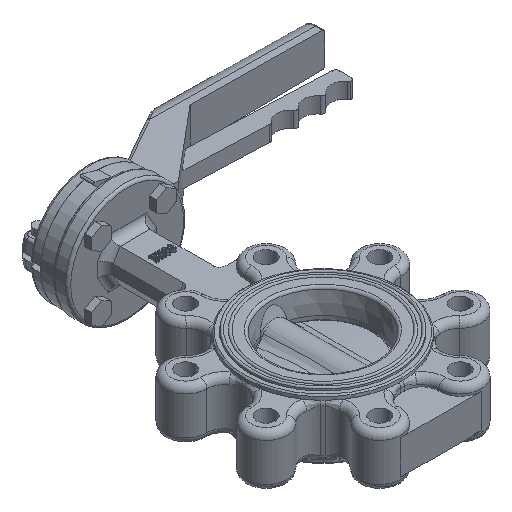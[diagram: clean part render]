
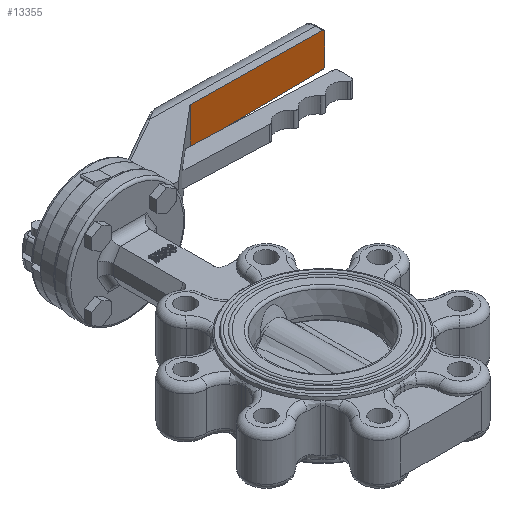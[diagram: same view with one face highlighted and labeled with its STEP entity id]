
A CAD part, isometric view. The second image highlights one B-rep face of the part: STEP entity #13355.
In plain terms, the highlighted face is planar.
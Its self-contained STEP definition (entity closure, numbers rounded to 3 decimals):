
#1050=CIRCLE('',#14279,2.);
#1051=CIRCLE('',#14280,2.);
#2057=ORIENTED_EDGE('',*,*,#5813,.T.);
#2058=ORIENTED_EDGE('',*,*,#5814,.T.);
#2059=ORIENTED_EDGE('',*,*,#5807,.F.);
#2060=ORIENTED_EDGE('',*,*,#5815,.T.);
#2061=ORIENTED_EDGE('',*,*,#5816,.T.);
#2062=ORIENTED_EDGE('',*,*,#5817,.T.);
#5807=EDGE_CURVE('',#7691,#7692,#8958,.T.);
#5813=EDGE_CURVE('',#7697,#7698,#8962,.F.);
#5814=EDGE_CURVE('',#7698,#7692,#1050,.T.);
#5815=EDGE_CURVE('',#7691,#7699,#1051,.T.);
#5816=EDGE_CURVE('',#7699,#7700,#8963,.T.);
#5817=EDGE_CURVE('',#7700,#7697,#8964,.T.);
#7691=VERTEX_POINT('',#19789);
#7692=VERTEX_POINT('',#19790);
#7697=VERTEX_POINT('',#19802);
#7698=VERTEX_POINT('',#19803);
#7699=VERTEX_POINT('',#19806);
#7700=VERTEX_POINT('',#19808);
#8958=LINE('',#19788,#9802);
#8962=LINE('',#19801,#9806);
#8963=LINE('',#19807,#9807);
#8964=LINE('',#19809,#9808);
#9802=VECTOR('',#15980,1000.);
#9806=VECTOR('',#15990,1000.);
#9807=VECTOR('',#15995,1000.);
#9808=VECTOR('',#15996,1000.);
#10547=EDGE_LOOP('',(#2057,#2058,#2059,#2060,#2061,#2062));
#11578=FACE_BOUND('',#10547,.T.);
#12591=PLANE('',#14278);
#13355=ADVANCED_FACE('',(#11578),#12591,.T.);
#14278=AXIS2_PLACEMENT_3D('',#19800,#15988,#15989);
#14279=AXIS2_PLACEMENT_3D('',#19804,#15991,#15992);
#14280=AXIS2_PLACEMENT_3D('',#19805,#15993,#15994);
#15980=DIRECTION('',(0.,1.,0.));
#15988=DIRECTION('',(0.,0.,-1.));
#15989=DIRECTION('',(-1.,0.,0.));
#15990=DIRECTION('',(-1.,0.013,0.));
#15991=DIRECTION('',(0.,0.,-1.));
#15992=DIRECTION('',(-1.,0.,0.));
#15993=DIRECTION('',(0.,0.,-1.));
#15994=DIRECTION('',(-1.,0.,0.));
#15995=DIRECTION('',(-1.,-0.013,0.));
#15996=DIRECTION('',(0.,1.,0.));
#19788=CARTESIAN_POINT('',(210.,-15.5,37.5));
#19789=CARTESIAN_POINT('',(210.,-11.025,37.5));
#19790=CARTESIAN_POINT('',(210.,11.025,37.5));
#19800=CARTESIAN_POINT('',(210.,-15.5,37.5));
#19801=CARTESIAN_POINT('',(210.365,12.995,37.5));
#19802=CARTESIAN_POINT('',(107.417,14.315,37.5));
#19803=CARTESIAN_POINT('',(208.026,13.025,37.5));
#19804=CARTESIAN_POINT('',(208.,11.025,37.5));
#19805=CARTESIAN_POINT('',(208.,-11.025,37.5));
#19806=CARTESIAN_POINT('',(208.026,-13.025,37.5));
#19807=CARTESIAN_POINT('',(209.968,-13.,37.5));
#19808=CARTESIAN_POINT('',(107.417,-14.315,37.5));
#19809=CARTESIAN_POINT('',(107.417,-15.5,37.5));
